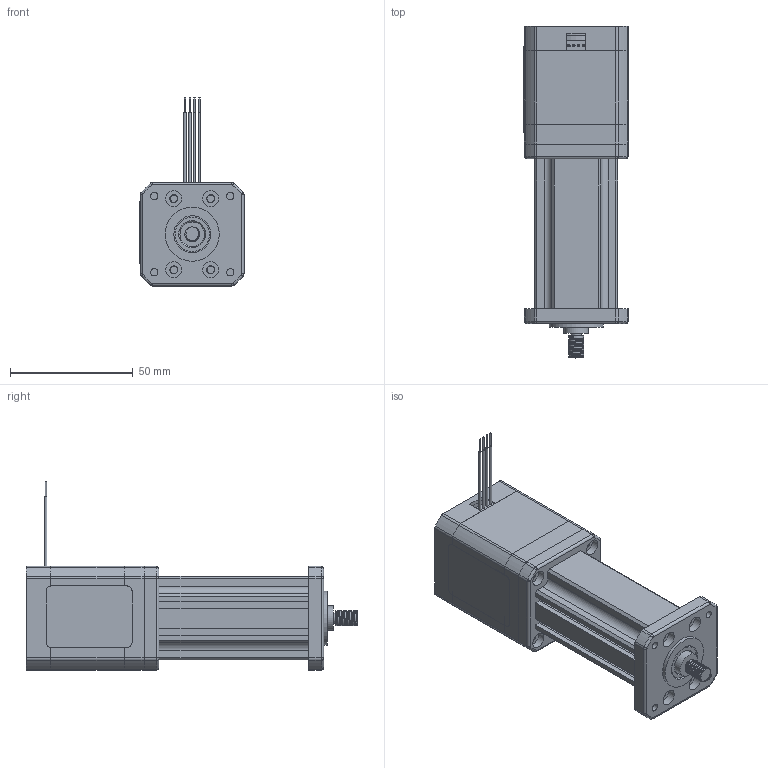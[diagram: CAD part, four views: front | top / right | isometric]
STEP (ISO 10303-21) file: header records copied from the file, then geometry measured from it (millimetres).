
FILE_DESCRIPTION(/* description */ (''),/* implementation_level */ '2;1');
FILE_NAME(/* name */ '17C2225D4-150SMSN.stp',/* time_stamp */ '2020-08-27T09:36:49+08:00',/* author */ ('gj5217'),/* organization */ (''),/* preprocessor_version */ 'ST-DEVELOPER v16.1',/* originating_system */ 'Autodesk Inventor 2016',/* authorisation */ '');
FILE_SCHEMA (('AUTOMOTIVE_DESIGN { 1 0 10303 214 3 1 1 }'));
Length unit declared in the file: millimetre
Products named in the file (10): 01-008; 后盖1; 01-024; 08-006; 04-026; 01-026; 10-013; 02-023; 42双厚铭牌; 17C2225D4-150SMSN
Assembly tree (9 placements, depth 2):
  17C2225D4-150SMSN
    01-008
    后盖1
    01-024
    08-006
    04-026
    01-026
    10-013
    02-023
    42双厚铭牌
Bounding box: 42.4 x 135.2 x 76.6 mm (x, y, z)
Volume: 84260.9 mm3; surface area: 66455.8 mm2
Topology: 9 solids, 9 shells, 578 faces, 1435 edges, 933 vertices
Faces by surface type: plane 308, cylinder 222, cone 22, bspline 18, torus 8
Full cylindrical faces by diameter (mm): 0.6 x4, 1 x4, 2 x4, 3 x20, 3.2 x12, 3.3 x4, 4 x1, 6 x9, 6.5 x12, 7.96 x1, 10 x2, 11 x1, 14 x1, 15 x1, 16 x1, 18 x1, 19 x3, 20 x2, 22 x5, 25.91 x2, 26.3 x2, 27 x2, 32 x1
Entity records: 18419 total; most frequent: CARTESIAN_POINT 4647, DIRECTION 2895, ORIENTED_EDGE 2560, EDGE_CURVE 1280, AXIS2_PLACEMENT_3D 1052, VERTEX_POINT 897, EDGE_LOOP 799, LINE 791
